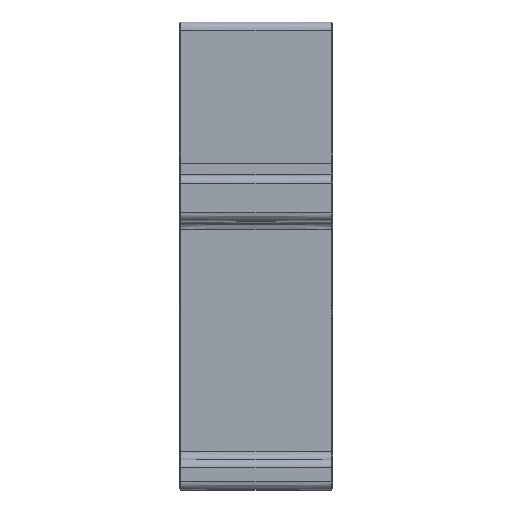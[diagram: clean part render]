
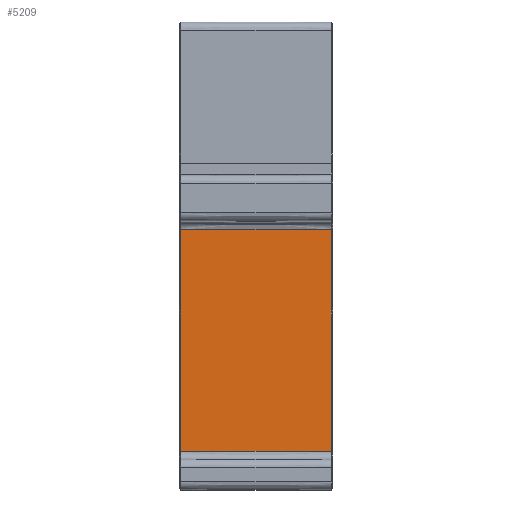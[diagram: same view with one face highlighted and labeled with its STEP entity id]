
A CAD part, top view. The second image highlights one B-rep face of the part: STEP entity #5209.
In plain terms, the highlighted planar face has unit normal (0, 0, 1).
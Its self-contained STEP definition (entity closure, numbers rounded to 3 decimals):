
#235=B_SPLINE_CURVE_WITH_KNOTS('',3,(#9738,#9739,#9740,#9741),
 .UNSPECIFIED.,.F.,.F.,(4,4),(-3.96,-0.04),
 .UNSPECIFIED.);
#237=B_SPLINE_CURVE_WITH_KNOTS('',3,(#9752,#9753,#9754,#9755),
 .UNSPECIFIED.,.F.,.F.,(4,4),(0.04,3.96),
 .UNSPECIFIED.);
#623=FACE_OUTER_BOUND('',#929,.T.);
#929=EDGE_LOOP('',(#4536,#4537,#4538,#4539));
#1406=LINE('',#9024,#1930);
#1447=LINE('',#9756,#1971);
#1930=VECTOR('',#6134,10.);
#1971=VECTOR('',#6203,10.);
#2426=VERTEX_POINT('',#9006);
#2428=VERTEX_POINT('',#9020);
#2471=VERTEX_POINT('',#9737);
#2472=VERTEX_POINT('',#9751);
#3111=EDGE_CURVE('',#2426,#2428,#1406,.T.);
#3180=EDGE_CURVE('',#2428,#2471,#235,.T.);
#3182=EDGE_CURVE('',#2472,#2426,#237,.T.);
#3183=EDGE_CURVE('',#2471,#2472,#1447,.T.);
#4536=ORIENTED_EDGE('',*,*,#3111,.F.);
#4537=ORIENTED_EDGE('',*,*,#3182,.F.);
#4538=ORIENTED_EDGE('',*,*,#3183,.F.);
#4539=ORIENTED_EDGE('',*,*,#3180,.F.);
#4941=PLANE('',#5418);
#5209=ADVANCED_FACE('',(#623),#4941,.T.);
#5418=AXIS2_PLACEMENT_3D('',#9750,#6201,#6202);
#6134=DIRECTION('',(0.,-1.,0.));
#6201=DIRECTION('center_axis',(0.,0.,1.));
#6202=DIRECTION('ref_axis',(0.,-1.,0.));
#6203=DIRECTION('',(0.,1.,0.));
#9006=CARTESIAN_POINT('',(19.6,-2.121,0.));
#9020=CARTESIAN_POINT('',(19.6,-59.879,0.));
#9024=CARTESIAN_POINT('',(19.6,-4.5,0.));
#9737=CARTESIAN_POINT('',(-19.6,-59.879,0.));
#9738=CARTESIAN_POINT('Ctrl Pts',(19.6,-59.879,0.));
#9739=CARTESIAN_POINT('Ctrl Pts',(6.531,-59.879,0.));
#9740=CARTESIAN_POINT('Ctrl Pts',(-6.531,-59.879,0.));
#9741=CARTESIAN_POINT('Ctrl Pts',(-19.6,-59.879,0.));
#9750=CARTESIAN_POINT('Origin',(0.,0.,0.));
#9751=CARTESIAN_POINT('',(-19.6,-2.121,0.));
#9752=CARTESIAN_POINT('Ctrl Pts',(-19.6,-2.121,0.));
#9753=CARTESIAN_POINT('Ctrl Pts',(-6.531,-2.121,0.));
#9754=CARTESIAN_POINT('Ctrl Pts',(6.531,-2.121,0.));
#9755=CARTESIAN_POINT('Ctrl Pts',(19.6,-2.121,0.));
#9756=CARTESIAN_POINT('',(-19.6,-4.5,0.));
